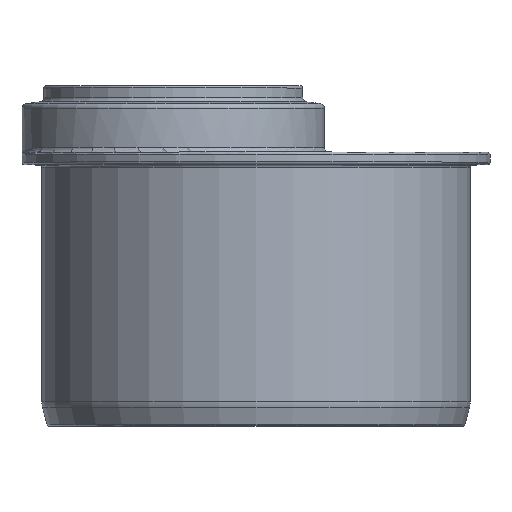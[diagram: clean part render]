
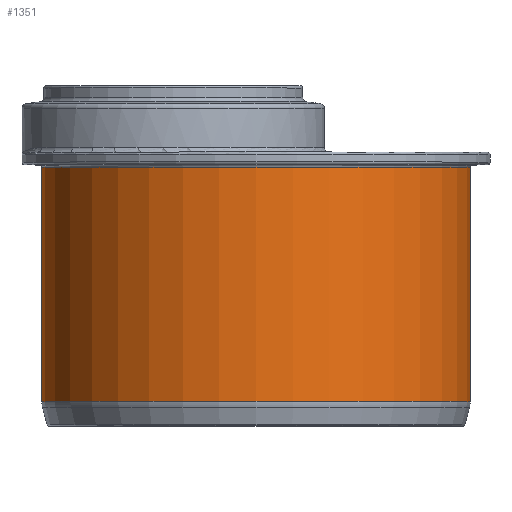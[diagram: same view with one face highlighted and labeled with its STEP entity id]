
A CAD part, top view. The second image highlights one B-rep face of the part: STEP entity #1351.
In plain terms, the highlighted cylindrical face has radius 45 mm (diameter 90 mm), a full revolution.
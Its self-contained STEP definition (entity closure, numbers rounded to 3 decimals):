
#192=FACE_BOUND('',#410,.T.);
#225=CYLINDRICAL_SURFACE('',#1508,45.);
#302=FACE_OUTER_BOUND('',#409,.T.);
#409=EDGE_LOOP('',(#1202));
#410=EDGE_LOOP('',(#1203));
#517=CIRCLE('',#1507,45.);
#518=CIRCLE('',#1509,45.);
#681=VERTEX_POINT('',#2823);
#682=VERTEX_POINT('',#2826);
#863=EDGE_CURVE('',#681,#681,#517,.T.);
#864=EDGE_CURVE('',#682,#682,#518,.T.);
#1202=ORIENTED_EDGE('',*,*,#863,.T.);
#1203=ORIENTED_EDGE('',*,*,#864,.F.);
#1351=ADVANCED_FACE('',(#302,#192),#225,.T.);
#1507=AXIS2_PLACEMENT_3D('',#2824,#1875,#1876);
#1508=AXIS2_PLACEMENT_3D('',#2825,#1877,#1878);
#1509=AXIS2_PLACEMENT_3D('',#2827,#1879,#1880);
#1875=DIRECTION('center_axis',(0.,1.,0.));
#1876=DIRECTION('ref_axis',(1.,0.,0.));
#1877=DIRECTION('center_axis',(0.,1.,0.));
#1878=DIRECTION('ref_axis',(-1.,0.,0.));
#1879=DIRECTION('center_axis',(0.,1.,0.));
#1880=DIRECTION('ref_axis',(1.,0.,0.));
#2823=CARTESIAN_POINT('',(-27.6,-20.142,0.));
#2824=CARTESIAN_POINT('Origin',(17.4,-20.142,0.));
#2825=CARTESIAN_POINT('Origin',(17.4,4.438,0.));
#2826=CARTESIAN_POINT('',(-27.6,29.017,0.));
#2827=CARTESIAN_POINT('Origin',(17.4,29.017,0.));
